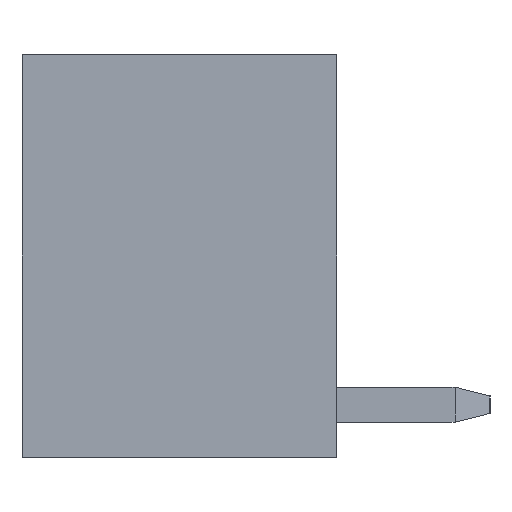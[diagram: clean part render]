
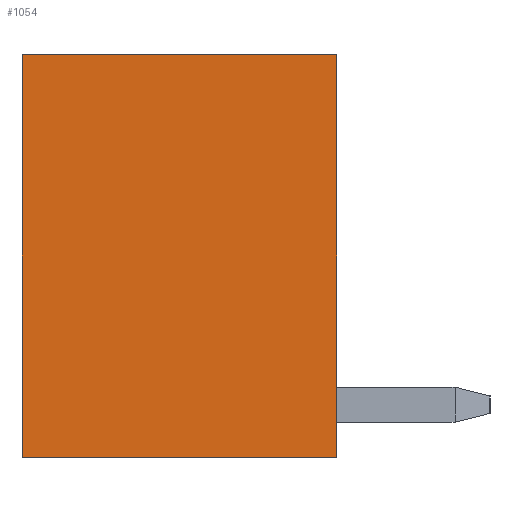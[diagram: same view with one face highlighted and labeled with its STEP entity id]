
A CAD part, left-side view. The second image highlights one B-rep face of the part: STEP entity #1054.
In plain terms, the highlighted planar face has unit normal (-1, 0, 0).
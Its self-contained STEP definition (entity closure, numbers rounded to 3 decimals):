
#1054 = ADVANCED_FACE( '', ( #2136 ), #2137, .F. );
#2136 = FACE_OUTER_BOUND( '', #3243, .T. );
#2137 = PLANE( '', #3244 );
#3243 = EDGE_LOOP( '', ( #6182, #6183, #6184, #6185 ) );
#3244 = AXIS2_PLACEMENT_3D( '', #6186, #6187, #6188 );
#6182 = ORIENTED_EDGE( '', *, *, #7542, .F. );
#6183 = ORIENTED_EDGE( '', *, *, #7356, .F. );
#6184 = ORIENTED_EDGE( '', *, *, #6985, .F. );
#6185 = ORIENTED_EDGE( '', *, *, #7496, .F. );
#6186 = CARTESIAN_POINT( '', ( -14.55, 0., 0. ) );
#6187 = DIRECTION( '', ( 1., 0., 0. ) );
#6188 = DIRECTION( '', ( 0., 0., -1. ) );
#6985 = EDGE_CURVE( '', #8464, #8465, #8466, .T. );
#7356 = EDGE_CURVE( '', #8465, #9086, #9087, .T. );
#7496 = EDGE_CURVE( '', #9302, #8464, #9304, .T. );
#7542 = EDGE_CURVE( '', #9086, #9302, #9373, .T. );
#8464 = VERTEX_POINT( '', #10577 );
#8465 = VERTEX_POINT( '', #10578 );
#8466 = LINE( '', #10579, #10580 );
#9086 = VERTEX_POINT( '', #11495 );
#9087 = LINE( '', #11496, #11497 );
#9302 = VERTEX_POINT( '', #11822 );
#9304 = LINE( '', #11825, #11826 );
#9373 = LINE( '', #11936, #11937 );
#10577 = CARTESIAN_POINT( '', ( -14.55, 3.6, -4.6 ) );
#10578 = CARTESIAN_POINT( '', ( -14.55, 3.6, 4.6 ) );
#10579 = CARTESIAN_POINT( '', ( -14.55, 3.6, -4.6 ) );
#10580 = VECTOR( '', #13151, 1000. );
#11495 = CARTESIAN_POINT( '', ( -14.55, -3.6, 4.6 ) );
#11496 = CARTESIAN_POINT( '', ( -14.55, 3.6, 4.6 ) );
#11497 = VECTOR( '', #13480, 1000. );
#11822 = CARTESIAN_POINT( '', ( -14.55, -3.6, -4.6 ) );
#11825 = CARTESIAN_POINT( '', ( -14.55, -3.6, -4.6 ) );
#11826 = VECTOR( '', #13613, 1000. );
#11936 = CARTESIAN_POINT( '', ( -14.55, -3.6, 4.6 ) );
#11937 = VECTOR( '', #13655, 1000. );
#13151 = DIRECTION( '', ( 0., 0., 1. ) );
#13480 = DIRECTION( '', ( 0., -1., 0. ) );
#13613 = DIRECTION( '', ( 0., 1., 0. ) );
#13655 = DIRECTION( '', ( 0., 0., -1. ) );
